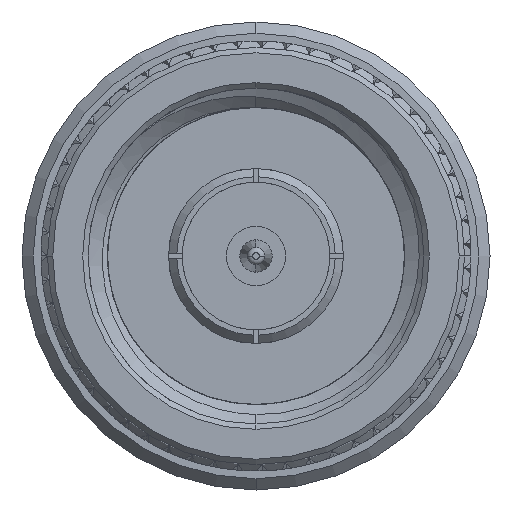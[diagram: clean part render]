
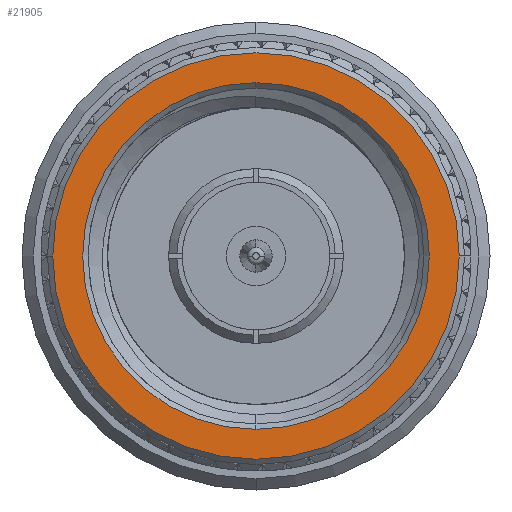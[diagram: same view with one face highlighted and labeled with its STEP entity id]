
A CAD part, left-side view. The second image highlights one B-rep face of the part: STEP entity #21905.
In plain terms, the highlighted planar face has unit normal (-1, 0, 0).
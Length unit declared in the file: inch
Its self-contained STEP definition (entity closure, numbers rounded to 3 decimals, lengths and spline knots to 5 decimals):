
#1146 = VERTEX_POINT ( 'NONE', #87582 ) ;
#1210 = EDGE_CURVE ( 'NONE', #35599, #6316, #49321, .T. ) ;
#5998 = AXIS2_PLACEMENT_3D ( 'NONE', #12912, #14752, #28303 ) ;
#6316 = VERTEX_POINT ( 'NONE', #42666 ) ;
#7312 = DIRECTION ( 'NONE',  ( 0., -1., 0. ) ) ;
#7448 = CIRCLE ( 'NONE', #5998, 0.3225 ) ;
#12180 = ORIENTED_EDGE ( 'NONE', *, *, #77581, .T. ) ;
#12849 = CARTESIAN_POINT ( 'NONE',  ( 0., 0., 0.3225 ) ) ;
#12912 = CARTESIAN_POINT ( 'NONE',  ( 0., 0., 0. ) ) ;
#13402 = PLANE ( 'NONE',  #35103 ) ;
#14752 = DIRECTION ( 'NONE',  ( 1., 0., 0. ) ) ;
#18085 = DIRECTION ( 'NONE',  ( -1., 0., 0. ) ) ;
#18592 = VERTEX_POINT ( 'NONE', #43436 ) ;
#19885 = EDGE_LOOP ( 'NONE', ( #64616, #23125 ) ) ;
#21905 = ADVANCED_FACE ( 'NONE', ( #42846, #71342 ), #13402, .T. ) ;
#23125 = ORIENTED_EDGE ( 'NONE', *, *, #76935, .T. ) ;
#26836 = DIRECTION ( 'NONE',  ( 0., -1., 0. ) ) ;
#26932 = AXIS2_PLACEMENT_3D ( 'NONE', #90809, #55380, #26836 ) ;
#28303 = DIRECTION ( 'NONE',  ( 0., -1., 0. ) ) ;
#29360 = ORIENTED_EDGE ( 'NONE', *, *, #1210, .T. ) ;
#29784 = AXIS2_PLACEMENT_3D ( 'NONE', #41205, #84129, #55700 ) ;
#35103 = AXIS2_PLACEMENT_3D ( 'NONE', #91400, #48495, #7312 ) ;
#35599 = VERTEX_POINT ( 'NONE', #12849 ) ;
#40044 = CARTESIAN_POINT ( 'NONE',  ( 0., 0., 0. ) ) ;
#41205 = CARTESIAN_POINT ( 'NONE',  ( 0., 0., 0. ) ) ;
#42666 = CARTESIAN_POINT ( 'NONE',  ( 0., 0., -0.3225 ) ) ;
#42846 = FACE_BOUND ( 'NONE', #76694, .T. ) ;
#43436 = CARTESIAN_POINT ( 'NONE',  ( 0., 0.37809, 0. ) ) ;
#48495 = DIRECTION ( 'NONE',  ( -1., 0., 0. ) ) ;
#49321 = CIRCLE ( 'NONE', #26932, 0.3225 ) ;
#55019 = DIRECTION ( 'NONE',  ( 0., -1., 0. ) ) ;
#55380 = DIRECTION ( 'NONE',  ( 1., 0., 0. ) ) ;
#55700 = DIRECTION ( 'NONE',  ( 0., -1., 0. ) ) ;
#61132 = AXIS2_PLACEMENT_3D ( 'NONE', #40044, #18085, #55019 ) ;
#64616 = ORIENTED_EDGE ( 'NONE', *, *, #76660, .T. ) ;
#71342 = FACE_OUTER_BOUND ( 'NONE', #19885, .T. ) ;
#74591 = CIRCLE ( 'NONE', #61132, 0.37809 ) ;
#76660 = EDGE_CURVE ( 'NONE', #18592, #1146, #74591, .T. ) ;
#76694 = EDGE_LOOP ( 'NONE', ( #29360, #12180 ) ) ;
#76935 = EDGE_CURVE ( 'NONE', #1146, #18592, #86439, .T. ) ;
#77581 = EDGE_CURVE ( 'NONE', #6316, #35599, #7448, .T. ) ;
#84129 = DIRECTION ( 'NONE',  ( -1., 0., 0. ) ) ;
#86439 = CIRCLE ( 'NONE', #29784, 0.37809 ) ;
#87582 = CARTESIAN_POINT ( 'NONE',  ( 0., -0.37809, 0. ) ) ;
#90809 = CARTESIAN_POINT ( 'NONE',  ( 0., 0., 0. ) ) ;
#91400 = CARTESIAN_POINT ( 'NONE',  ( 0., 0.38809, 0. ) ) ;
